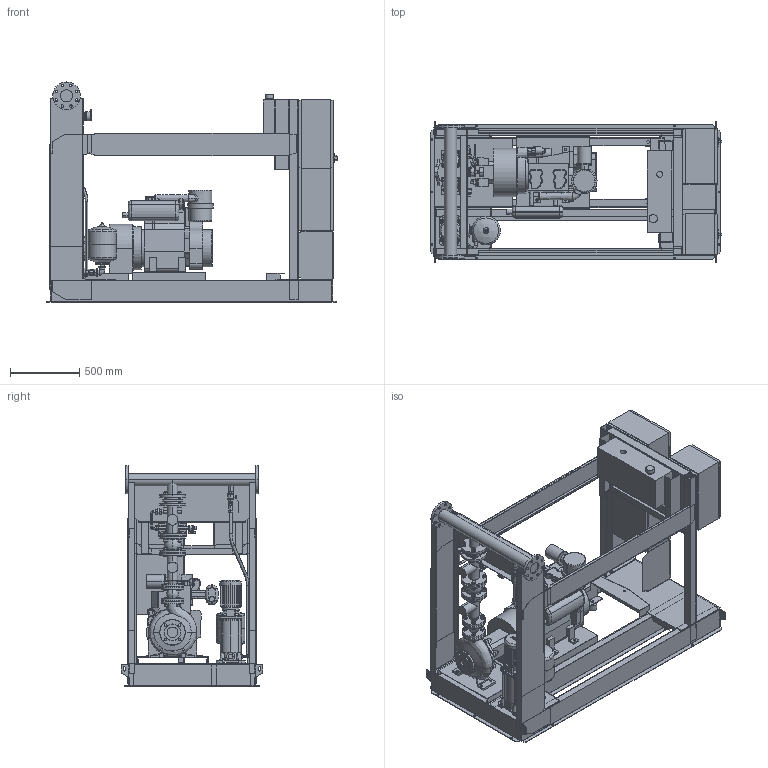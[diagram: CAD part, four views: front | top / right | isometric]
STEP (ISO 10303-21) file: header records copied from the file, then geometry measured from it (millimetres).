
FILE_DESCRIPTION((''),'2;1');
FILE_NAME('3d_Sifire-EN-50_250-257-31.5_1.1DJ-4183886.stp','2015-05-26T10:09:44',(''),(''),'Mechanical Desktop 2009','Mechanical Desktop 2009',', , ');
FILE_SCHEMA(('CONFIG_CONTROL_DESIGN'));
Length unit declared in the file: millimetre
Products named in the file (1): Product
Bounding box: 2105.5 x 1026 x 1590 mm (x, y, z)
Volume: 323725363.6 mm3; surface area: 26748733.2 mm2
Topology: 159 solids, 159 shells, 4040 faces, 9822 edges, 6250 vertices
Faces by surface type: bspline 1557, plane 1394, cylinder 665, cone 312, torus 88, sphere 24
Entity records: 133724 total; most frequent: CARTESIAN_POINT 44518, ORIENTED_EDGE 19588, DIRECTION 16586, EDGE_CURVE 9794, VERTEX_POINT 6247, VECTOR 5754, LINE 5754, AXIS2_PLACEMENT_3D 5416
